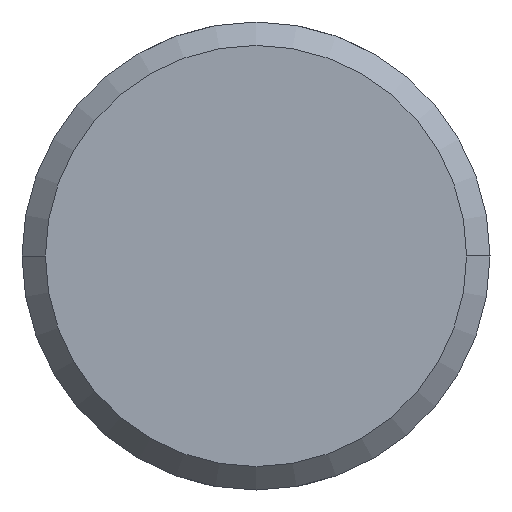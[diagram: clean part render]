
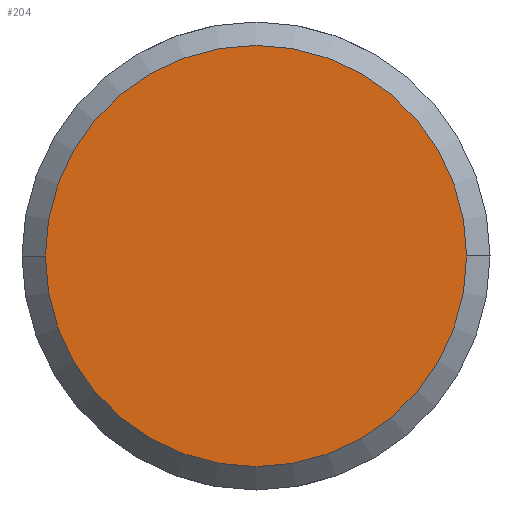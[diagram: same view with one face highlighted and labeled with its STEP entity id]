
A CAD part, left-side view. The second image highlights one B-rep face of the part: STEP entity #204.
In plain terms, the highlighted planar face has unit normal (-1, 0, 0).
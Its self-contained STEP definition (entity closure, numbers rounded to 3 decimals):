
#21 = VERTEX_POINT ( 'NONE', #196 ) ;
#30 = DIRECTION ( 'NONE',  ( 0., -1., 0. ) ) ;
#34 = AXIS2_PLACEMENT_3D ( 'NONE', #134, #198, #30 ) ;
#41 = VERTEX_POINT ( 'NONE', #73 ) ;
#48 = CIRCLE ( 'NONE', #92, 4.5 ) ;
#73 = CARTESIAN_POINT ( 'NONE',  ( 0., -4.5, 0. ) ) ;
#78 = FACE_OUTER_BOUND ( 'NONE', #138, .T. ) ;
#91 = ORIENTED_EDGE ( 'NONE', *, *, #156, .T. ) ;
#92 = AXIS2_PLACEMENT_3D ( 'NONE', #169, #131, #203 ) ;
#115 = PLANE ( 'NONE',  #213 ) ;
#118 = DIRECTION ( 'NONE',  ( -1., 0., 0. ) ) ;
#121 = ORIENTED_EDGE ( 'NONE', *, *, #142, .T. ) ;
#131 = DIRECTION ( 'NONE',  ( -1., 0., 0. ) ) ;
#134 = CARTESIAN_POINT ( 'NONE',  ( 0., 0., 0. ) ) ;
#138 = EDGE_LOOP ( 'NONE', ( #91, #121 ) ) ;
#142 = EDGE_CURVE ( 'NONE', #41, #21, #48, .T. ) ;
#145 = CIRCLE ( 'NONE', #34, 4.5 ) ;
#156 = EDGE_CURVE ( 'NONE', #21, #41, #145, .T. ) ;
#167 = DIRECTION ( 'NONE',  ( 0., -1., 0. ) ) ;
#169 = CARTESIAN_POINT ( 'NONE',  ( 0., 0., 0. ) ) ;
#183 = CARTESIAN_POINT ( 'NONE',  ( 0., 0., 0. ) ) ;
#196 = CARTESIAN_POINT ( 'NONE',  ( 0., 4.5, 0. ) ) ;
#198 = DIRECTION ( 'NONE',  ( -1., 0., 0. ) ) ;
#203 = DIRECTION ( 'NONE',  ( 0., -1., 0. ) ) ;
#204 = ADVANCED_FACE ( 'NONE', ( #78 ), #115, .T. ) ;
#213 = AXIS2_PLACEMENT_3D ( 'NONE', #183, #118, #167 ) ;
